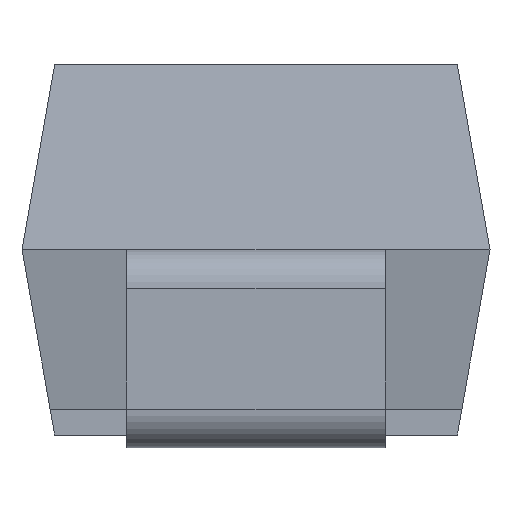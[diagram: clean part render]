
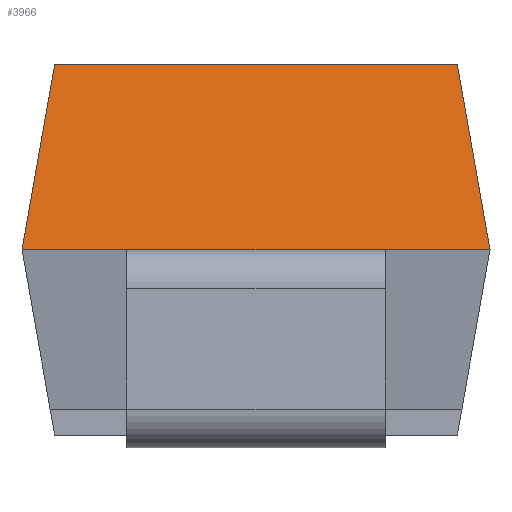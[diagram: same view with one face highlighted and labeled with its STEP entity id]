
A CAD part, left-side view. The second image highlights one B-rep face of the part: STEP entity #3966.
In plain terms, the highlighted planar face has unit normal (-0.985, 0, 0.174).
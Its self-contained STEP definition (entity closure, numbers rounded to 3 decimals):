
#179 = ORIENTED_EDGE ( 'NONE', *, *, #2516, .T. ) ;
#247 = FACE_OUTER_BOUND ( 'NONE', #2421, .T. ) ;
#251 = CARTESIAN_POINT ( 'NONE',  ( -2.16, 1.81, 0. ) ) ;
#398 = EDGE_CURVE ( 'NONE', #1288, #2851, #1706, .T. ) ;
#579 = VECTOR ( 'NONE', #5287, 1000. ) ;
#788 = VERTEX_POINT ( 'NONE', #2755 ) ;
#868 = DIRECTION ( 'NONE',  ( 0., -1., 0. ) ) ;
#1076 = VECTOR ( 'NONE', #2845, 1000. ) ;
#1277 = CARTESIAN_POINT ( 'NONE',  ( -2.16, 1.81, 0. ) ) ;
#1288 = VERTEX_POINT ( 'NONE', #1356 ) ;
#1356 = CARTESIAN_POINT ( 'NONE',  ( -1.907, 1.557, 1.435 ) ) ;
#1467 = VECTOR ( 'NONE', #868, 1000. ) ;
#1492 = LINE ( 'NONE', #1813, #1629 ) ;
#1629 = VECTOR ( 'NONE', #3922, 1000. ) ;
#1706 = LINE ( 'NONE', #251, #579 ) ;
#1813 = CARTESIAN_POINT ( 'NONE',  ( -1.907, 1.81, 1.435 ) ) ;
#1930 = CARTESIAN_POINT ( 'NONE',  ( -2.16, -1., 0. ) ) ;
#2089 = PLANE ( 'NONE',  #4318 ) ;
#2421 = EDGE_LOOP ( 'NONE', ( #3956, #179, #4915, #4145, #4286, #3327 ) ) ;
#2446 = VECTOR ( 'NONE', #5207, 1000. ) ;
#2516 = EDGE_CURVE ( 'NONE', #2983, #3718, #3384, .T. ) ;
#2567 = EDGE_CURVE ( 'NONE', #3718, #4128, #5418, .T. ) ;
#2701 = CARTESIAN_POINT ( 'NONE',  ( -2.16, 1.81, 0. ) ) ;
#2744 = CARTESIAN_POINT ( 'NONE',  ( -2.16, 1.81, 0. ) ) ;
#2755 = CARTESIAN_POINT ( 'NONE',  ( -1.907, -1.557, 1.435 ) ) ;
#2845 = DIRECTION ( 'NONE',  ( -0.171, -0.171, -0.97 ) ) ;
#2851 = VERTEX_POINT ( 'NONE', #2744 ) ;
#2934 = EDGE_CURVE ( 'NONE', #788, #4128, #3174, .T. ) ;
#2983 = VERTEX_POINT ( 'NONE', #3146 ) ;
#3146 = CARTESIAN_POINT ( 'NONE',  ( -2.16, 1., 0. ) ) ;
#3174 = LINE ( 'NONE', #5348, #1076 ) ;
#3327 = ORIENTED_EDGE ( 'NONE', *, *, #398, .T. ) ;
#3329 = CARTESIAN_POINT ( 'NONE',  ( -2.16, 1.81, 0. ) ) ;
#3374 = CARTESIAN_POINT ( 'NONE',  ( -2.16, -1.81, 0. ) ) ;
#3384 = LINE ( 'NONE', #1277, #1467 ) ;
#3538 = LINE ( 'NONE', #2701, #2446 ) ;
#3718 = VERTEX_POINT ( 'NONE', #1930 ) ;
#3922 = DIRECTION ( 'NONE',  ( 0., -1., 0. ) ) ;
#3956 = ORIENTED_EDGE ( 'NONE', *, *, #5070, .T. ) ;
#3966 = ADVANCED_FACE ( 'NONE', ( #247 ), #2089, .T. ) ;
#4128 = VERTEX_POINT ( 'NONE', #3374 ) ;
#4145 = ORIENTED_EDGE ( 'NONE', *, *, #2934, .F. ) ;
#4238 = DIRECTION ( 'NONE',  ( 0., -1., 0. ) ) ;
#4286 = ORIENTED_EDGE ( 'NONE', *, *, #5093, .F. ) ;
#4318 = AXIS2_PLACEMENT_3D ( 'NONE', #5079, #5096, #5428 ) ;
#4442 = VECTOR ( 'NONE', #4238, 1000. ) ;
#4915 = ORIENTED_EDGE ( 'NONE', *, *, #2567, .T. ) ;
#5070 = EDGE_CURVE ( 'NONE', #2851, #2983, #3538, .T. ) ;
#5079 = CARTESIAN_POINT ( 'NONE',  ( -2.16, 1.81, 0. ) ) ;
#5093 = EDGE_CURVE ( 'NONE', #1288, #788, #1492, .T. ) ;
#5096 = DIRECTION ( 'NONE',  ( -0.985, 0., 0.174 ) ) ;
#5207 = DIRECTION ( 'NONE',  ( 0., -1., 0. ) ) ;
#5287 = DIRECTION ( 'NONE',  ( -0.171, 0.171, -0.97 ) ) ;
#5348 = CARTESIAN_POINT ( 'NONE',  ( -2.16, -1.81, 0. ) ) ;
#5418 = LINE ( 'NONE', #3329, #4442 ) ;
#5428 = DIRECTION ( 'NONE',  ( 0.174, 0., 0.985 ) ) ;
